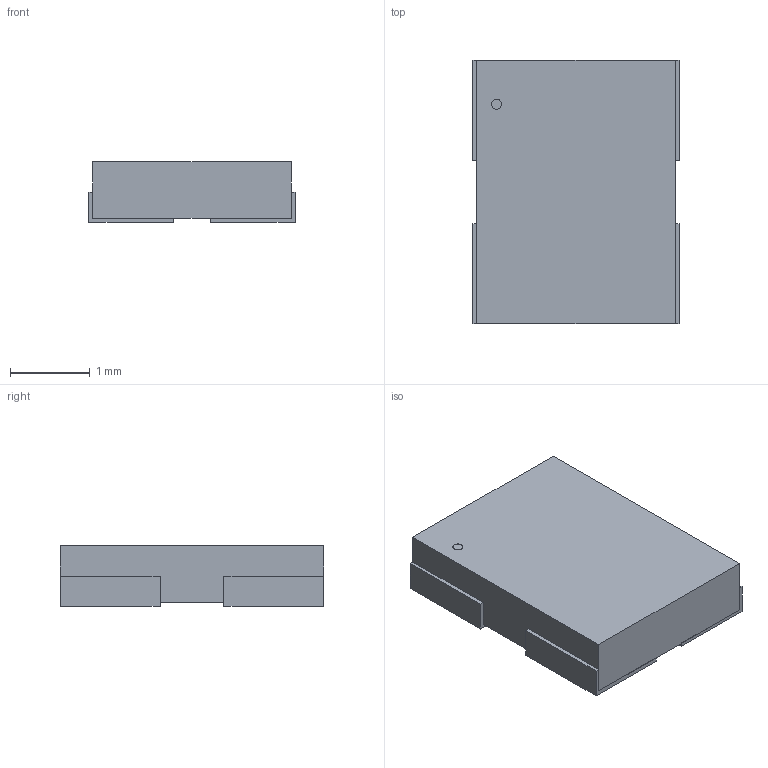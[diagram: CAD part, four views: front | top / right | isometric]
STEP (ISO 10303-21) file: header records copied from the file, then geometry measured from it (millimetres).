
FILE_DESCRIPTION(('FreeCAD Model'),'2;1');
FILE_NAME('XTAL_ABM8W.step','2020-08-02T01:04:39',('Author'),(''), 'Open CASCADE STEP processor 7.3','FreeCAD','Unknown');
FILE_SCHEMA(('AUTOMOTIVE_DESIGN { 1 0 10303 214 1 1 1 1 }'));
Length unit declared in the file: millimetre
Products named in the file (1): part
Bounding box: 2.59 x 3.3 x 0.77 mm (x, y, z)
Volume: 6.2 mm3; surface area: 39.7 mm2
Topology: 6 solids, 6 shells, 41 faces, 261 edges, 750 vertices
Faces by surface type: plane 40, cylinder 1
Full cylindrical faces by diameter (mm): 0.124 x1
Entity records: 4252 total; most frequent: CARTESIAN_POINT 1240, DIRECTION 521, LINE 424, VECTOR 424, GEOMETRIC_CURVE_SET 175, ORIENTED_EDGE 174, PCURVE 174, DEFINITIONAL_REPRESENTATION 174
